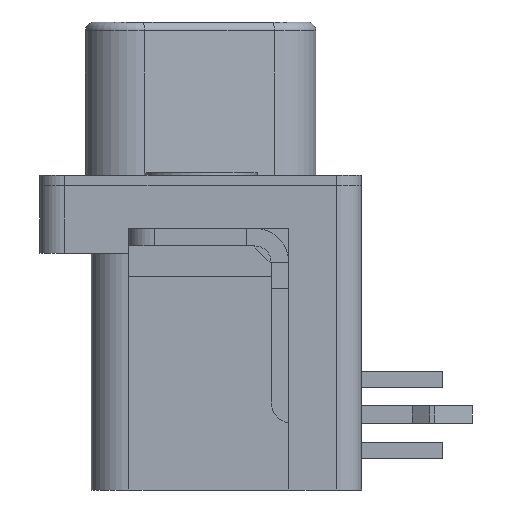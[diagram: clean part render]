
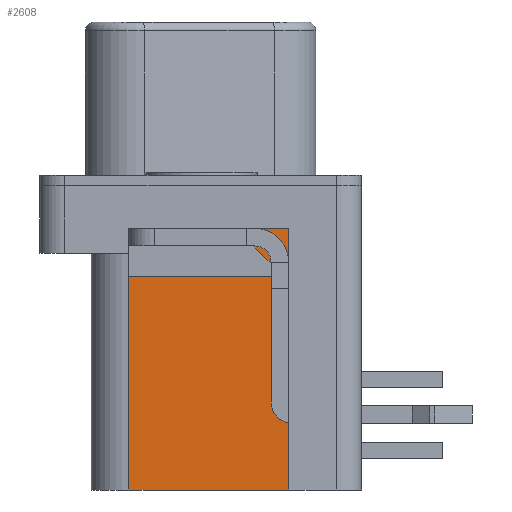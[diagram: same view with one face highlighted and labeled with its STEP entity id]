
A CAD part, left-side view. The second image highlights one B-rep face of the part: STEP entity #2608.
In plain terms, the highlighted face is planar.
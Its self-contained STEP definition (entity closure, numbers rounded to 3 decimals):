
#79 = VECTOR ( 'NONE', #8793, 1000. ) ;
#142 = LINE ( 'NONE', #5017, #7986 ) ;
#586 = ORIENTED_EDGE ( 'NONE', *, *, #5275, .F. ) ;
#721 = CARTESIAN_POINT ( 'NONE',  ( 8.85, 1.1, 9.25 ) ) ;
#757 = EDGE_CURVE ( 'NONE', #6745, #5387, #4407, .T. ) ;
#859 = DIRECTION ( 'NONE',  ( 1., 0., 0. ) ) ;
#949 = DIRECTION ( 'NONE',  ( 0., -1., 0. ) ) ;
#1055 = ORIENTED_EDGE ( 'NONE', *, *, #7785, .T. ) ;
#1696 = CARTESIAN_POINT ( 'NONE',  ( 8.85, 0.1, 0. ) ) ;
#2486 = DIRECTION ( 'NONE',  ( 0., 0., 1. ) ) ;
#2608 = ADVANCED_FACE ( 'NONE', ( #5131 ), #8778, .T. ) ;
#3325 = CARTESIAN_POINT ( 'NONE',  ( 8.85, 1.1, 9.25 ) ) ;
#3587 = VERTEX_POINT ( 'NONE', #9264 ) ;
#4407 = LINE ( 'NONE', #9147, #13182 ) ;
#4927 = LINE ( 'NONE', #7090, #11290 ) ;
#5017 = CARTESIAN_POINT ( 'NONE',  ( 8.85, -9.3, 0. ) ) ;
#5131 = FACE_OUTER_BOUND ( 'NONE', #11394, .T. ) ;
#5273 = DIRECTION ( 'NONE',  ( 0., 0., -1. ) ) ;
#5275 = EDGE_CURVE ( 'NONE', #3587, #6680, #8969, .T. ) ;
#5356 = LINE ( 'NONE', #721, #79 ) ;
#5387 = VERTEX_POINT ( 'NONE', #7916 ) ;
#6121 = CARTESIAN_POINT ( 'NONE',  ( 8.85, 0.1, 9.25 ) ) ;
#6533 = ORIENTED_EDGE ( 'NONE', *, *, #8652, .F. ) ;
#6680 = VERTEX_POINT ( 'NONE', #13873 ) ;
#6720 = CARTESIAN_POINT ( 'NONE',  ( 8.85, -9.3, 2.9 ) ) ;
#6738 = EDGE_CURVE ( 'NONE', #6680, #11909, #4927, .T. ) ;
#6745 = VERTEX_POINT ( 'NONE', #6121 ) ;
#7090 = CARTESIAN_POINT ( 'NONE',  ( 8.85, 0.1, 2.9 ) ) ;
#7785 = EDGE_CURVE ( 'NONE', #3587, #6745, #5356, .T. ) ;
#7848 = DIRECTION ( 'NONE',  ( 0., 0., -1. ) ) ;
#7916 = CARTESIAN_POINT ( 'NONE',  ( 8.85, -9.3, 9.25 ) ) ;
#7986 = VECTOR ( 'NONE', #2486, 1000. ) ;
#8542 = ORIENTED_EDGE ( 'NONE', *, *, #6738, .F. ) ;
#8652 = EDGE_CURVE ( 'NONE', #11909, #5387, #142, .T. ) ;
#8778 = PLANE ( 'NONE',  #13046 ) ;
#8793 = DIRECTION ( 'NONE',  ( 0., -1., 0. ) ) ;
#8969 = LINE ( 'NONE', #3325, #12386 ) ;
#9147 = CARTESIAN_POINT ( 'NONE',  ( 8.85, 0.1, 9.25 ) ) ;
#9264 = CARTESIAN_POINT ( 'NONE',  ( 8.85, 1.1, 9.25 ) ) ;
#11290 = VECTOR ( 'NONE', #11498, 1000. ) ;
#11394 = EDGE_LOOP ( 'NONE', ( #6533, #8542, #586, #1055, #14792 ) ) ;
#11498 = DIRECTION ( 'NONE',  ( 0., -1., 0. ) ) ;
#11909 = VERTEX_POINT ( 'NONE', #6720 ) ;
#12386 = VECTOR ( 'NONE', #7848, 1000. ) ;
#13046 = AXIS2_PLACEMENT_3D ( 'NONE', #1696, #859, #5273 ) ;
#13182 = VECTOR ( 'NONE', #949, 1000. ) ;
#13873 = CARTESIAN_POINT ( 'NONE',  ( 8.85, 1.1, 2.9 ) ) ;
#14792 = ORIENTED_EDGE ( 'NONE', *, *, #757, .T. ) ;
